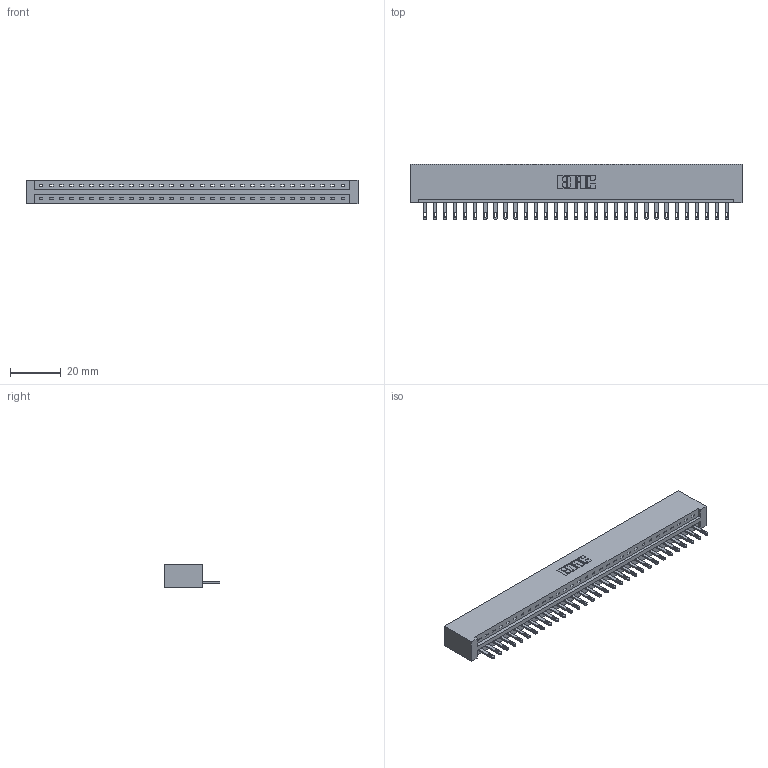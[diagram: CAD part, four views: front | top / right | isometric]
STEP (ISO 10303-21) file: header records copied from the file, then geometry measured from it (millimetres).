
FILE_DESCRIPTION (( 'STEP AP203' ), '1' );
FILE_NAME ('337-031-500-101.STEP', '2018-08-07T02:42:45', ( '' ), ( '' ), 'SwSTEP 2.0', 'SolidWorks 2016', '' );
FILE_SCHEMA (( 'CONFIG_CONTROL_DESIGN' ));
Length unit declared in the file: inch
Products named in the file (3): 345-292-001_345-293-100; 337-031-500-101; 337 Part_No Mounting Lugs
Assembly tree (32 placements, depth 2):
  337-031-500-101
    337 Part_No Mounting Lugs
    345-292-001_345-293-100  x31
Bounding box: 130.71 x 21.85 x 9.4 mm (x, y, z)
Volume: 14205.2 mm3; surface area: 14671.7 mm2
Topology: 32 solids, 32 shells, 1904 faces, 5867 edges, 3910 vertices
Faces by surface type: plane 1306, cylinder 598
Entity records: 24119 total; most frequent: CARTESIAN_POINT 4207, ORIENTED_EDGE 4174, DIRECTION 3557, EDGE_CURVE 2087, VECTOR 1963, LINE 1963, VERTEX_POINT 1390, AXIS2_PLACEMENT_3D 797
